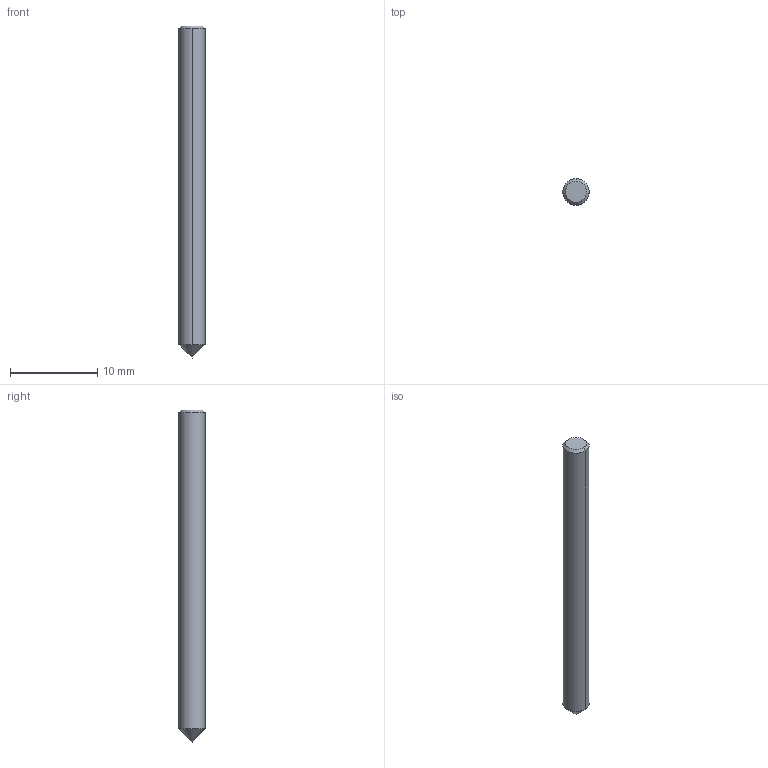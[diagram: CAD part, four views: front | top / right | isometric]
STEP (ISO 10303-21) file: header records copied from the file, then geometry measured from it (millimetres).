
FILE_DESCRIPTION(/* description */ (''),/* implementation_level */ '2;1');
FILE_NAME(/* name */ 'MSP0300SB.stp',/* time_stamp */ '2023-03-14T11:41:50+09:00',/* author */ (''),/* organization */ (''),/* preprocessor_version */ 'ST-DEVELOPER v16',/* originating_system */ 'SIEMENS PLM Software NX 10.0',/* authorisation */ '');
FILE_SCHEMA (('AUTOMOTIVE_DESIGN { 1 0 10303 214 3 1 1 1 }'));
Length unit declared in the file: millimetre
Products named in the file (1): MSP0300SB_ASM
Bounding box: 3 x 3 x 38 mm (x, y, z)
Volume: 261.1 mm3; surface area: 373.4 mm2
Topology: 2 solids, 2 shells, 9 faces, 19 edges, 16 vertices
Faces by surface type: cone 4, plane 3, cylinder 2
Entity records: 359 total; most frequent: DIRECTION 65, CARTESIAN_POINT 47, ORIENTED_EDGE 28, AXIS2_PLACEMENT_3D 28, STYLED_ITEM 16, PRESENTATION_STYLE_ASSIGNMENT 16, EDGE_CURVE 14, CURVE_STYLE 13
